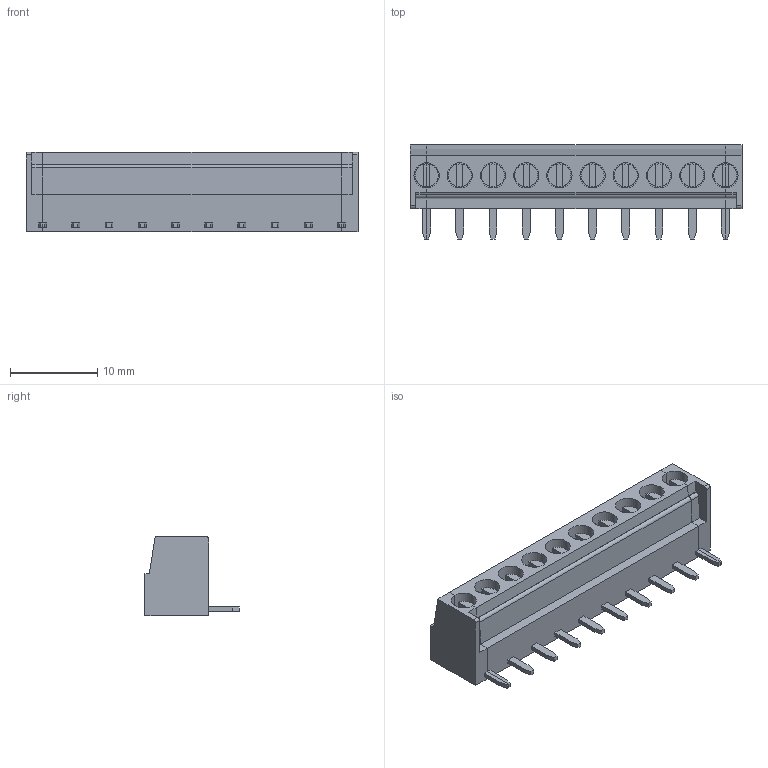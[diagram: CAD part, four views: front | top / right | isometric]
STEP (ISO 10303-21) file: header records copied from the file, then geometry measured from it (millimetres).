
FILE_DESCRIPTION( ( 'Unknown' ), '1' );
FILE_NAME( '691243300010.stp', 'Unknown', ( 'Unknown' ), ( 'Unknown' ), 'PSStep 17.0.49', 'Unknown', ' ' );
FILE_SCHEMA( ( 'AUTOMOTIVE_DESIGN { 1 0 10303 214 1 1 1 1 }' ) );
Length unit declared in the file: millimetre
Products named in the file (4): Assem1; CPA3.81SQ_DX; CPA3.81SQ_SX; CPA3.81SQ_CNT
Assembly tree (3 placements, depth 2):
  Assem1
    CPA3.81SQ_DX
    CPA3.81SQ_SX
    CPA3.81SQ_CNT
Bounding box: 38.1 x 10.8 x 9.1 mm (x, y, z)
Volume: 1854.6 mm3; surface area: 2318.1 mm2
Topology: 3 solids, 3 shells, 419 faces, 1087 edges, 714 vertices
Faces by surface type: plane 390, cylinder 29
Full cylindrical faces by diameter (mm): 2.634 x8, 2.9 x8
Entity records: 15773 total; most frequent: CARTESIAN_POINT 2176, ORIENTED_EDGE 2110, DIRECTION 1991, EDGE_CURVE 1055, LINE 965, VECTOR 965, VERTEX_POINT 698, AXIS2_PLACEMENT_3D 513
